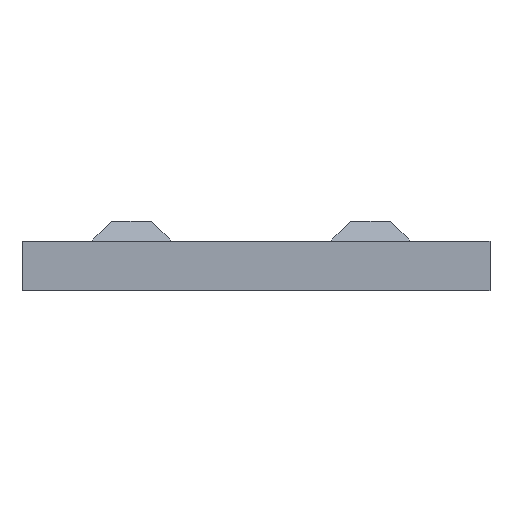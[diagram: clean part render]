
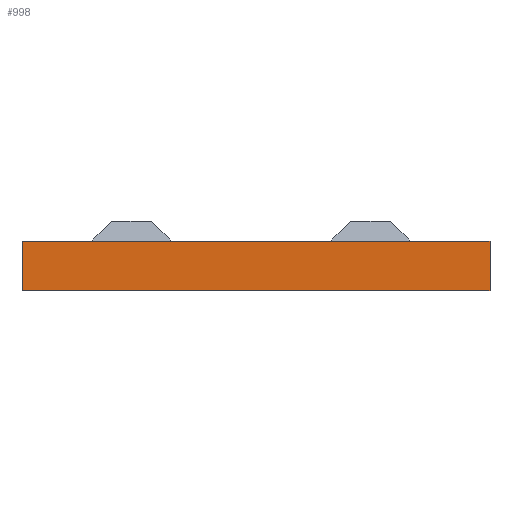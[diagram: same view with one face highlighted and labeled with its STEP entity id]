
A CAD part, front view. The second image highlights one B-rep face of the part: STEP entity #998.
In plain terms, the highlighted planar face has unit normal (0, -1, 0).
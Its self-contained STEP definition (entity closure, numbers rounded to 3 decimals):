
#65 = VERTEX_POINT ( 'NONE', #851 ) ;
#126 = VERTEX_POINT ( 'NONE', #157 ) ;
#157 = CARTESIAN_POINT ( 'NONE',  ( -11.75, -12., 0. ) ) ;
#175 = CARTESIAN_POINT ( 'NONE',  ( -11.75, -12., 0. ) ) ;
#228 = VERTEX_POINT ( 'NONE', #276 ) ;
#272 = VECTOR ( 'NONE', #549, 1000. ) ;
#276 = CARTESIAN_POINT ( 'NONE',  ( 11.75, -12., 0. ) ) ;
#290 = EDGE_CURVE ( 'NONE', #714, #65, #650, .T. ) ;
#370 = VECTOR ( 'NONE', #1044, 1000. ) ;
#394 = DIRECTION ( 'NONE',  ( 0., 1., 0. ) ) ;
#424 = ORIENTED_EDGE ( 'NONE', *, *, #885, .T. ) ;
#451 = EDGE_CURVE ( 'NONE', #65, #228, #723, .T. ) ;
#454 = AXIS2_PLACEMENT_3D ( 'NONE', #565, #394, #653 ) ;
#495 = LINE ( 'NONE', #873, #636 ) ;
#549 = DIRECTION ( 'NONE',  ( 0., 0., -1. ) ) ;
#565 = CARTESIAN_POINT ( 'NONE',  ( -11.75, -12., 3.5 ) ) ;
#636 = VECTOR ( 'NONE', #939, 1000. ) ;
#650 = LINE ( 'NONE', #783, #370 ) ;
#653 = DIRECTION ( 'NONE',  ( 0., 0., 1. ) ) ;
#678 = CARTESIAN_POINT ( 'NONE',  ( -11.75, -12., 2.5 ) ) ;
#690 = ORIENTED_EDGE ( 'NONE', *, *, #290, .F. ) ;
#714 = VERTEX_POINT ( 'NONE', #678 ) ;
#718 = PLANE ( 'NONE',  #454 ) ;
#723 = LINE ( 'NONE', #1052, #272 ) ;
#753 = VECTOR ( 'NONE', #776, 1000. ) ;
#776 = DIRECTION ( 'NONE',  ( 1., 0., 0. ) ) ;
#783 = CARTESIAN_POINT ( 'NONE',  ( -12.25, -12., 2.5 ) ) ;
#835 = FACE_OUTER_BOUND ( 'NONE', #1066, .T. ) ;
#851 = CARTESIAN_POINT ( 'NONE',  ( 11.75, -12., 2.5 ) ) ;
#863 = ORIENTED_EDGE ( 'NONE', *, *, #451, .F. ) ;
#873 = CARTESIAN_POINT ( 'NONE',  ( -11.75, -12., 3.5 ) ) ;
#885 = EDGE_CURVE ( 'NONE', #714, #126, #495, .T. ) ;
#926 = EDGE_CURVE ( 'NONE', #126, #228, #978, .T. ) ;
#939 = DIRECTION ( 'NONE',  ( 0., 0., -1. ) ) ;
#978 = LINE ( 'NONE', #175, #753 ) ;
#998 = ADVANCED_FACE ( 'NONE', ( #835 ), #718, .F. ) ;
#1040 = ORIENTED_EDGE ( 'NONE', *, *, #926, .T. ) ;
#1044 = DIRECTION ( 'NONE',  ( 1., 0., 0. ) ) ;
#1052 = CARTESIAN_POINT ( 'NONE',  ( 11.75, -12., 3.5 ) ) ;
#1066 = EDGE_LOOP ( 'NONE', ( #690, #424, #1040, #863 ) ) ;
